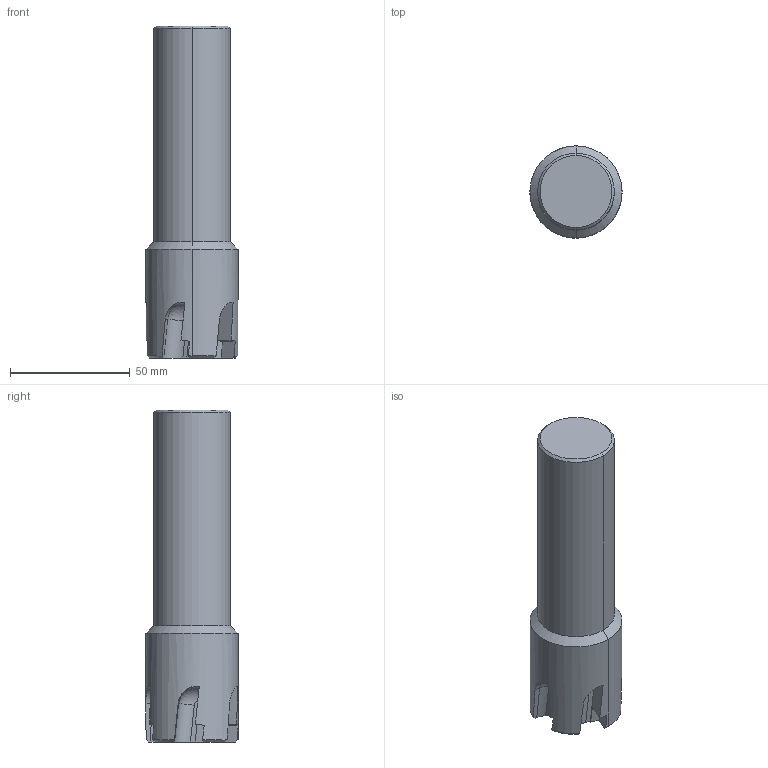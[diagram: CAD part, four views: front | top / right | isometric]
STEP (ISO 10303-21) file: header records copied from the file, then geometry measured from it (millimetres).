
FILE_DESCRIPTION(('no description'),'unknown implementation level');
FILE_NAME('solidK_Ly99mUxeAAgz2GD7EyWO96lgk_1.STP',' ',('CIM GmbH Aachen'),('CADClick - KiM GmbH - www.kimweb.de'),'unknown preprocess','ACIS','unknown authorization');
FILE_SCHEMA(('automotive_design'));
Length unit declared in the file: millimetre
Products named in the file (1): 1
Bounding box: 38.41 x 38.41 x 138.41 mm (x, y, z)
Volume: 120020.8 mm3; surface area: 18314.3 mm2
Topology: 1 solids, 1 shells, 74 faces, 204 edges, 132 vertices
Faces by surface type: plane 37, cylinder 22, cone 10, torus 5
Entity records: 5054 total; most frequent: CARTESIAN_POINT 833, DIRECTION 423, STYLED_ITEM 411, PRESENTATION_STYLE_ASSIGNMENT 411, COLOUR_RGB 411, ORIENTED_EDGE 408, EDGE_CURVE 204, CURVE_STYLE 204
